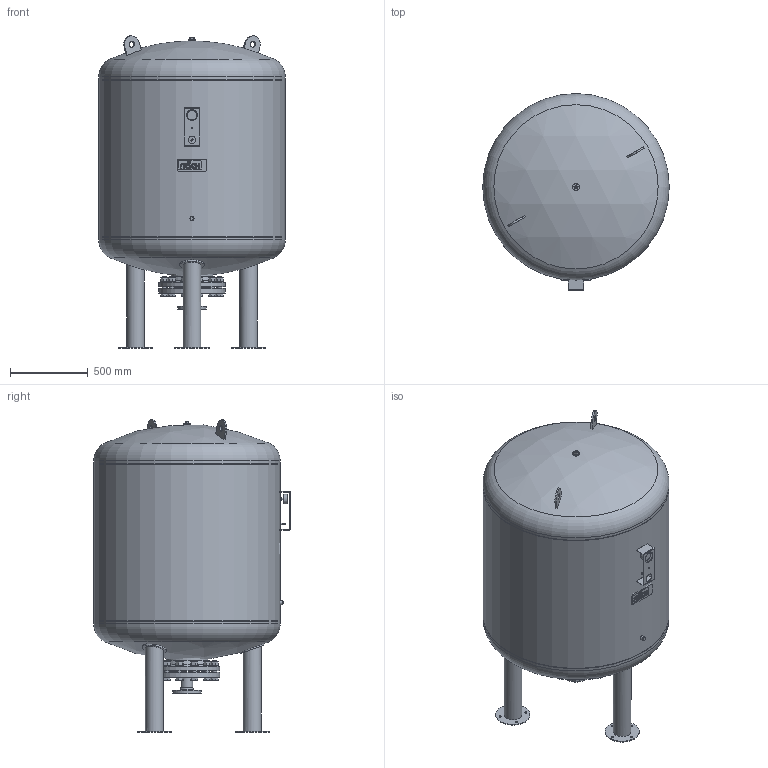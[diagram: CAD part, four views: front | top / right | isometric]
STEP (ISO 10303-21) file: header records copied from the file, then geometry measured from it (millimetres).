
FILE_DESCRIPTION(/* description */ (''),/* implementation_level */ '2;1');
FILE_NAME(/* name */ '3d_ReflexG1500_16bar-8526305.stp',/* time_stamp */ '2023-08-30T09:38:00+02:00',/* author */ ('Andrzej'),/* organization */ (''),/* preprocessor_version */ 'ST-DEVELOPER v16.13',/* originating_system */ 'AutoCAD Mechanical',/* authorisation */ '');
FILE_SCHEMA (('AUTOMOTIVE_DESIGN { 1 0 10303 214 3 1 1 }'));
Length unit declared in the file: millimetre
Products named in the file (1): Product
Bounding box: 1200 x 1265.4 x 2009.99 mm (x, y, z)
Volume: 1565423431.4 mm3; surface area: 13527200.3 mm2
Topology: 28 solids, 28 shells, 632 faces, 1426 edges, 952 vertices
Faces by surface type: plane 408, cylinder 207, cone 8, torus 7, sphere 2
Full cylindrical faces by diameter (mm): 8 x1, 9 x1, 10 x1, 14 x13, 16 x2, 18 x8, 18.5 x1, 26.9 x1, 27 x25, 30 x24, 38 x2, 45 x1, 50 x25, 60.5 x1, 70 x1, 76.1 x1, 114.3 x3, 122 x1, 160 x3, 185 x1, 220 x3, 259 x1, 273 x1, 335 x1, 425 x2, 1200 x3
Entity records: 17002 total; most frequent: DIRECTION 2962, CARTESIAN_POINT 2833, ORIENTED_EDGE 2532, EDGE_CURVE 1266, AXIS2_PLACEMENT_3D 1063, EDGE_LOOP 954, VERTEX_POINT 934, LINE 836
